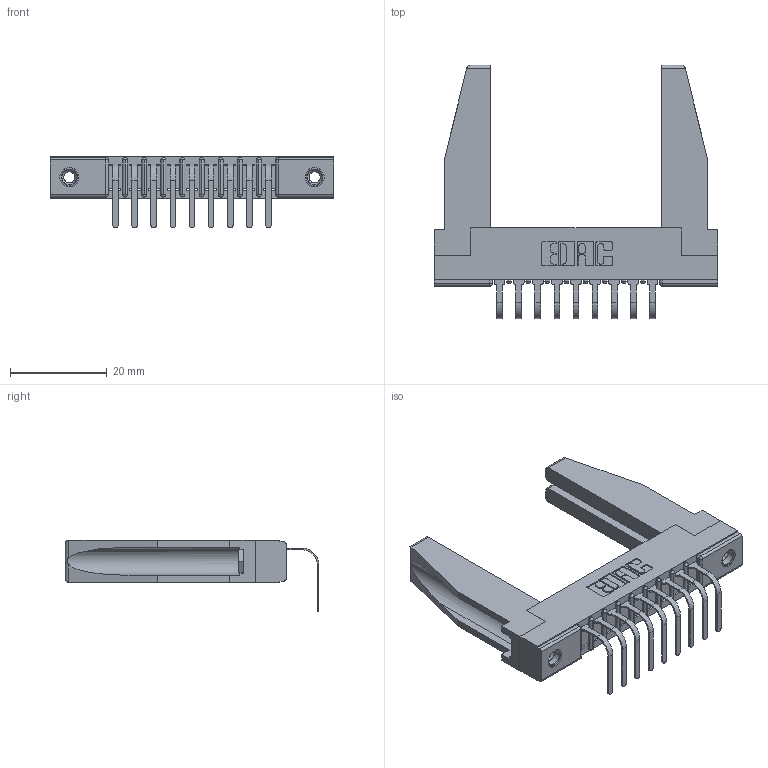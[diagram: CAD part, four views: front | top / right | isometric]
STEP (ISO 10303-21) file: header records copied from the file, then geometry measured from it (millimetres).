
FILE_DESCRIPTION (( 'STEP AP203' ), '1' );
FILE_NAME ('357-009-558-178.STEP', '2022-07-13T22:27:47', ( '' ), ( '' ), 'SwSTEP 2.0', 'SolidWorks 2020', '' );
FILE_SCHEMA (( 'CONFIG_CONTROL_DESIGN' ));
Length unit declared in the file: inch
Products named in the file (5): 357-009-558-178; 307-290-001_558 - 2 (Single); 345-250-001_345-250-001-102; 307 Part_.156 Dia Mounting Holes; 307-220-078
Assembly tree (14 placements, depth 2):
  357-009-558-178
    307 Part_.156 Dia Mounting Holes
    307-290-001_558 - 2 (Single)  x9
    307-220-078  x2
    345-250-001_345-250-001-102  x2
Bounding box: 58.67 x 52.49 x 14.81 mm (x, y, z)
Volume: 7767.2 mm3; surface area: 9415.2 mm2
Topology: 14 solids, 14 shells, 798 faces, 2219 edges, 1430 vertices
Faces by surface type: plane 505, cylinder 257, sphere 20, cone 12, torus 4
Entity records: 14327 total; most frequent: CARTESIAN_POINT 2402, ORIENTED_EDGE 2344, DIRECTION 2312, EDGE_CURVE 1172, LINE 888, VECTOR 888, VERTEX_POINT 760, AXIS2_PLACEMENT_3D 712
